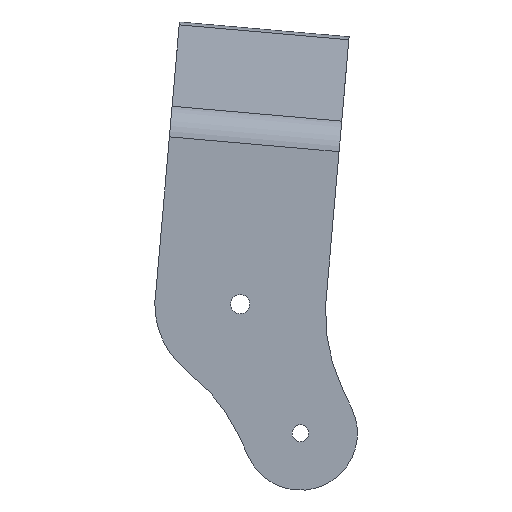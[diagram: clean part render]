
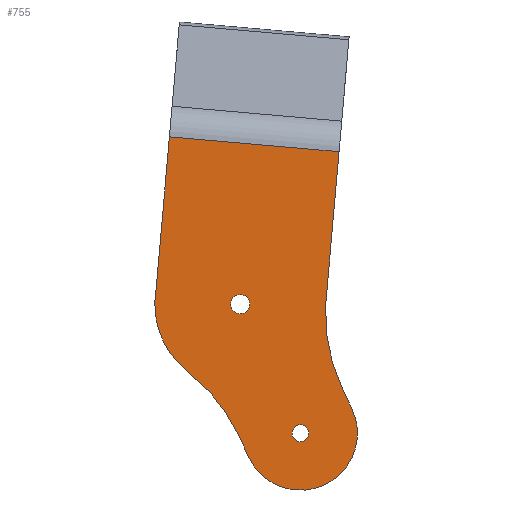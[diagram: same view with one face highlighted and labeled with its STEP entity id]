
A CAD part, left-side view. The second image highlights one B-rep face of the part: STEP entity #755.
In plain terms, the highlighted planar face has unit normal (-1, 0, 0).
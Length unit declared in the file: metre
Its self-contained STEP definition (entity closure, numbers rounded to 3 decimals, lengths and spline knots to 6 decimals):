
#32=PLANE('',#853);
#68=CIRCLE('',#831,0.012123);
#71=CIRCLE('',#835,0.012123);
#73=CIRCLE('',#839,0.008082);
#75=CIRCLE('',#843,0.024245);
#76=CIRCLE('',#845,0.001191);
#78=CIRCLE('',#848,0.001353);
#81=CIRCLE('',#852,0.024245);
#244=ORIENTED_EDGE('',*,*,#390,.T.);
#245=ORIENTED_EDGE('',*,*,#388,.T.);
#246=ORIENTED_EDGE('',*,*,#378,.T.);
#247=ORIENTED_EDGE('',*,*,#393,.F.);
#248=ORIENTED_EDGE('',*,*,#370,.F.);
#249=ORIENTED_EDGE('',*,*,#350,.F.);
#250=ORIENTED_EDGE('',*,*,#394,.T.);
#251=ORIENTED_EDGE('',*,*,#335,.T.);
#252=ORIENTED_EDGE('',*,*,#375,.F.);
#253=ORIENTED_EDGE('',*,*,#387,.F.);
#254=ORIENTED_EDGE('',*,*,#384,.F.);
#255=ORIENTED_EDGE('',*,*,#381,.F.);
#335=EDGE_CURVE('',#433,#432,#497,.T.);
#350=EDGE_CURVE('',#446,#447,#504,.T.);
#370=EDGE_CURVE('',#447,#458,#68,.T.);
#375=EDGE_CURVE('',#461,#432,#71,.T.);
#378=EDGE_CURVE('',#465,#464,#522,.T.);
#381=EDGE_CURVE('',#465,#467,#73,.T.);
#384=EDGE_CURVE('',#467,#469,#526,.T.);
#387=EDGE_CURVE('',#469,#461,#75,.F.);
#388=EDGE_CURVE('',#470,#470,#76,.T.);
#390=EDGE_CURVE('',#472,#472,#78,.T.);
#393=EDGE_CURVE('',#458,#464,#81,.F.);
#394=EDGE_CURVE('',#446,#433,#528,.F.);
#432=VERTEX_POINT('',#1180);
#433=VERTEX_POINT('',#1182);
#446=VERTEX_POINT('',#1210);
#447=VERTEX_POINT('',#1212);
#458=VERTEX_POINT('',#1252);
#461=VERTEX_POINT('',#1260);
#464=VERTEX_POINT('',#1267);
#465=VERTEX_POINT('',#1269);
#467=VERTEX_POINT('',#1275);
#469=VERTEX_POINT('',#1281);
#470=VERTEX_POINT('',#1288);
#472=VERTEX_POINT('',#1293);
#497=LINE('',#1181,#557);
#504=LINE('',#1211,#564);
#522=LINE('',#1268,#582);
#526=LINE('',#1280,#586);
#528=LINE('',#1300,#588);
#557=VECTOR('',#947,1.);
#564=VECTOR('',#972,1.);
#582=VECTOR('',#1032,1.);
#586=VECTOR('',#1044,1.);
#588=VECTOR('',#1072,1.);
#634=EDGE_LOOP('',(#244));
#635=EDGE_LOOP('',(#245));
#636=EDGE_LOOP('',(#246,#247,#248,#249,#250,#251,#252,#253,#254,#255));
#688=FACE_BOUND('',#634,.T.);
#689=FACE_BOUND('',#635,.T.);
#690=FACE_BOUND('',#636,.T.);
#755=ADVANCED_FACE('',(#688,#689,#690),#32,.T.);
#831=AXIS2_PLACEMENT_3D('',#1251,#1016,#1017);
#835=AXIS2_PLACEMENT_3D('',#1261,#1026,#1027);
#839=AXIS2_PLACEMENT_3D('',#1274,#1038,#1039);
#843=AXIS2_PLACEMENT_3D('',#1285,#1050,#1051);
#845=AXIS2_PLACEMENT_3D('',#1287,#1054,#1055);
#848=AXIS2_PLACEMENT_3D('',#1292,#1060,#1061);
#852=AXIS2_PLACEMENT_3D('',#1298,#1068,#1069);
#853=AXIS2_PLACEMENT_3D('',#1299,#1070,#1071);
#947=DIRECTION('',(0.,0.087,-0.996));
#972=DIRECTION('',(0.,0.087,-0.996));
#1016=DIRECTION('',(1.,0.,0.));
#1017=DIRECTION('',(0.,0.,-1.));
#1026=DIRECTION('',(1.,0.,0.));
#1027=DIRECTION('',(0.,0.,-1.));
#1032=DIRECTION('',(0.,0.423,0.906));
#1038=DIRECTION('',(1.,0.,0.));
#1039=DIRECTION('',(0.,0.,-1.));
#1044=DIRECTION('',(0.,0.423,0.906));
#1050=DIRECTION('',(1.,0.,0.));
#1051=DIRECTION('',(0.,0.,-1.));
#1054=DIRECTION('',(1.,0.,0.));
#1055=DIRECTION('',(0.,0.,-1.));
#1060=DIRECTION('',(1.,0.,0.));
#1061=DIRECTION('',(0.,0.,-1.));
#1068=DIRECTION('',(1.,0.,0.));
#1069=DIRECTION('',(0.,0.,-1.));
#1070=DIRECTION('',(-1.,0.,0.));
#1071=DIRECTION('',(0.,1.,0.));
#1072=DIRECTION('',(0.,-0.996,-0.087));
#1180=CARTESIAN_POINT('',(-0.03608,-0.43122,0.118343));
#1181=CARTESIAN_POINT('',(-0.03608,-0.431645,0.1232));
#1182=CARTESIAN_POINT('',(-0.03608,-0.433111,0.139964));
#1210=CARTESIAN_POINT('',(-0.03608,-0.457173,0.137859));
#1211=CARTESIAN_POINT('',(-0.03608,-0.455706,0.121095));
#1212=CARTESIAN_POINT('',(-0.03608,-0.455281,0.116238));
#1251=CARTESIAN_POINT('',(-0.03608,-0.443159,0.116238));
#1252=CARTESIAN_POINT('',(-0.03608,-0.455272,0.115759));
#1260=CARTESIAN_POINT('',(-0.03608,-0.435739,0.106651));
#1261=CARTESIAN_POINT('',(-0.03608,-0.443159,0.116238));
#1267=CARTESIAN_POINT('',(-0.03608,-0.457524,0.104554));
#1268=CARTESIAN_POINT('',(-0.03608,-0.469268,0.079369));
#1269=CARTESIAN_POINT('',(-0.03608,-0.459022,0.101342));
#1274=CARTESIAN_POINT('',(-0.03608,-0.451697,0.097927));
#1275=CARTESIAN_POINT('',(-0.03608,-0.444373,0.094511));
#1280=CARTESIAN_POINT('',(-0.03608,-0.454619,0.072537));
#1281=CARTESIAN_POINT('',(-0.03608,-0.442875,0.097723));
#1285=CARTESIAN_POINT('',(-0.03608,-0.420901,0.087476));
#1287=CARTESIAN_POINT('',(-0.03608,-0.451697,0.097927));
#1288=CARTESIAN_POINT('',(-0.03608,-0.451697,0.096736));
#1292=CARTESIAN_POINT('',(-0.03608,-0.443159,0.116238));
#1293=CARTESIAN_POINT('',(-0.03608,-0.443159,0.114886));
#1298=CARTESIAN_POINT('',(-0.03608,-0.479498,0.1148));
#1299=CARTESIAN_POINT('',(-0.03608,-0.461944,0.075953));
#1300=CARTESIAN_POINT('',(-0.03608,-0.445142,0.138911));
